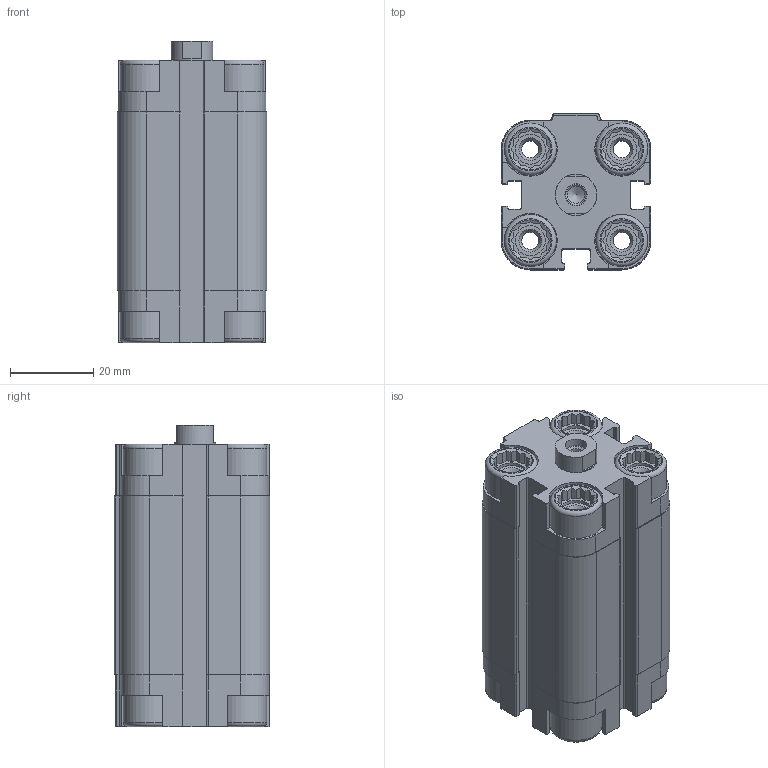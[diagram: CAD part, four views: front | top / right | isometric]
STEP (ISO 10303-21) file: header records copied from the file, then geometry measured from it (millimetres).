
FILE_DESCRIPTION(/* description */ ('STEP AP214'),/* implementation_level */ '2;1');
FILE_NAME(/* name */ '156519_ADVU-20-30-P-A',/* time_stamp */ '2024-08-02T14:13:02+02:00',/* author */ ('License CC BY-ND 4.0'),/* organization */ ('CADENAS'),/* preprocessor_version */ 'ST-DEVELOPER v19.3',/* originating_system */ 'PARTsolutions',/* authorisation */ ' ');
FILE_SCHEMA (('AUTOMOTIVE_DESIGN {1 0 10303 214 3 1 1}'));
Length unit declared in the file: millimetre
Products named in the file (3): 156519 ADVU-20-30-P-A---(0); 156519 ADVU-20-30-P-A---(ZR); 156519 ADVU-20-30-P-A---(KS)
Assembly tree (2 placements, depth 2):
  156519 ADVU-20-30-P-A---(0)
    156519 ADVU-20-30-P-A---(ZR)
    156519 ADVU-20-30-P-A---(KS)
Bounding box: 36 x 37.5 x 72.5 mm (x, y, z)
Volume: 61134.1 mm3; surface area: 28807.8 mm2
Topology: 2 solids, 2 shells, 517 faces, 1378 edges, 904 vertices
Faces by surface type: plane 353, cylinder 133, cone 23, torus 8
Full cylindrical faces by diameter (mm): 4.134 x11, 5.3 x1, 6 x1, 7.2 x8, 8.1 x4, 10 x2, 12.5 x8, 20 x2
Entity records: 15798 total; most frequent: CARTESIAN_POINT 3283, ORIENTED_EDGE 2590, DIRECTION 2440, EDGE_CURVE 1295, VERTEX_POINT 892, AXIS2_PLACEMENT_3D 817, LINE 806, VECTOR 806
